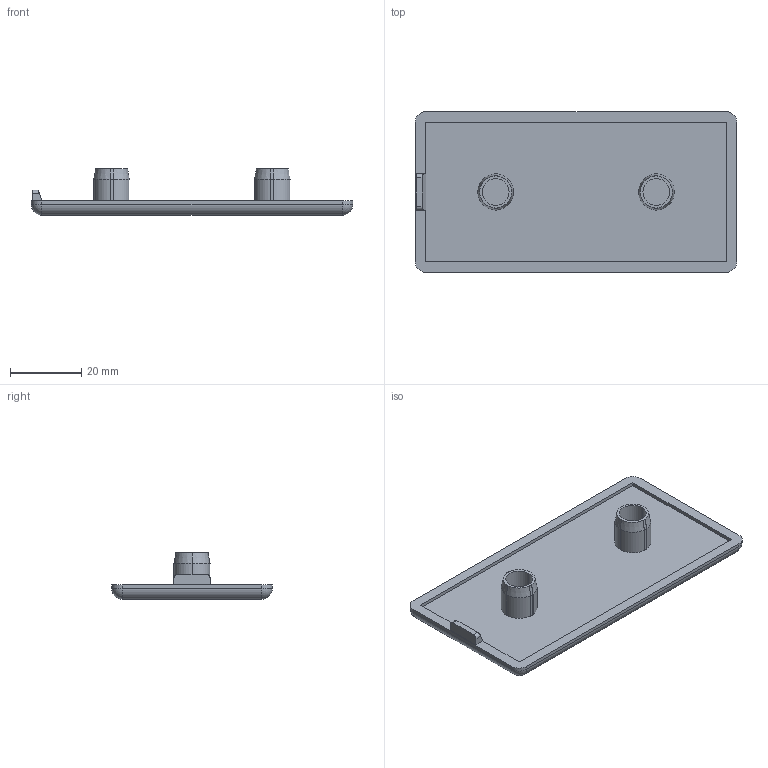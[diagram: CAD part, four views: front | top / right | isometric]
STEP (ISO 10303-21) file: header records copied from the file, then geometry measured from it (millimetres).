
FILE_DESCRIPTION (( 'STEP AP214' ), '1' );
FILE_NAME ('091006.STEP', '2014-08-21T13:53:29', ( '' ), ( '' ), 'SwSTEP 2.0', 'SolidWorks 2014', '' );
FILE_SCHEMA (( 'AUTOMOTIVE_DESIGN' ));
Length unit declared in the file: millimetre
Products named in the file (1): 091006
Bounding box: 90 x 45 x 13 mm (x, y, z)
Volume: 13095.2 mm3; surface area: 10172 mm2
Topology: 1 solids, 1 shells, 66 faces, 165 edges, 102 vertices
Faces by surface type: plane 28, cylinder 24, cone 10, sphere 4
Entity records: 1983 total; most frequent: CARTESIAN_POINT 384, DIRECTION 333, ORIENTED_EDGE 322, EDGE_CURVE 161, AXIS2_PLACEMENT_3D 123, VERTEX_POINT 102, VECTOR 87, LINE 87
